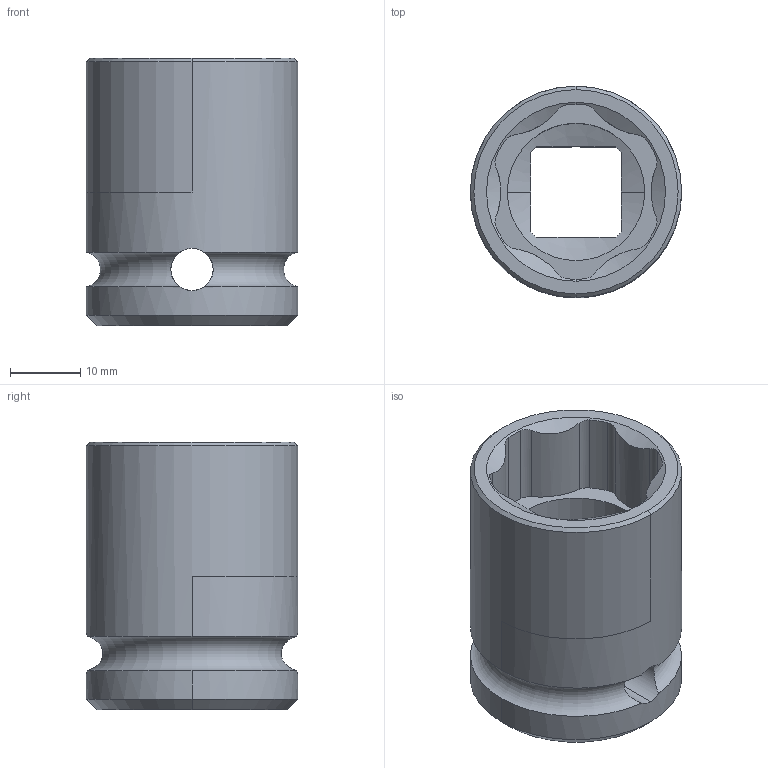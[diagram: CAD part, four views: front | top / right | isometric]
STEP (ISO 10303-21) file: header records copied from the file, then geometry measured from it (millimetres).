
FILE_DESCRIPTION((''),'2;1');
FILE_NAME('4027131421','2023-10-11T14:33:21',('a00565553'),(''),'CREO PARAMETRIC BY PTC INC, 2022414','CREO PARAMETRIC BY PTC INC, 2022414','');
FILE_SCHEMA(('CONFIG_CONTROL_DESIGN','GEOMETRIC_VALIDATION_PROPERTIES_MIM'));
Length unit declared in the file: millimetre
Products named in the file (1): 4027131421
Bounding box: 30 x 30 x 38 mm (x, y, z)
Volume: 14856.3 mm3; surface area: 7059.9 mm2
Topology: 1 solids, 1 shells, 65 faces, 185 edges, 120 vertices
Faces by surface type: cylinder 39, plane 12, cone 12, torus 2
Entity records: 2516 total; most frequent: CARTESIAN_POINT 731, ORIENTED_EDGE 370, DIRECTION 336, EDGE_CURVE 185, AXIS2_PLACEMENT_3D 137, VERTEX_POINT 120, CIRCLE 72, EDGE_LOOP 69
